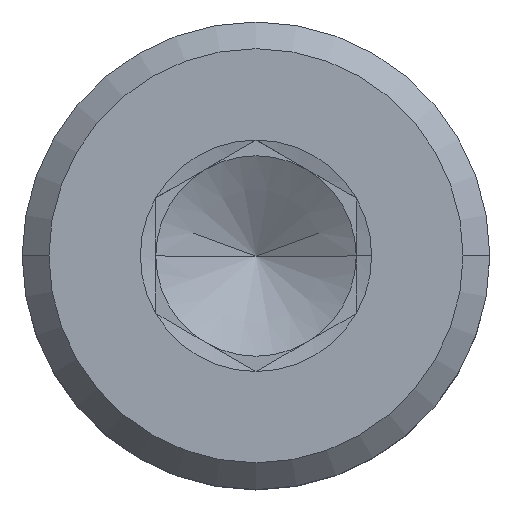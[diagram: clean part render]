
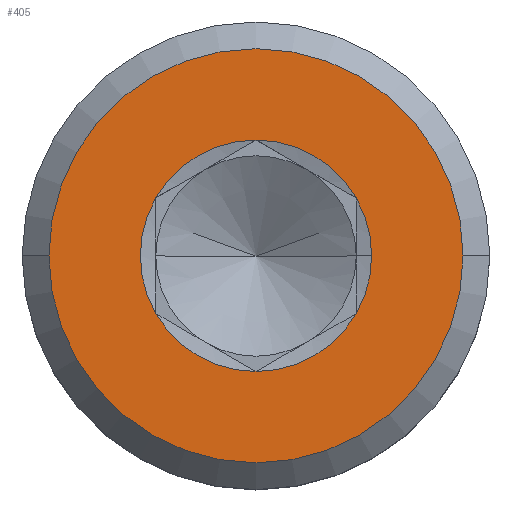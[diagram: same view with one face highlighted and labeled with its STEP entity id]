
A CAD part, top view. The second image highlights one B-rep face of the part: STEP entity #405.
In plain terms, the highlighted planar face has unit normal (0, 0, 1).
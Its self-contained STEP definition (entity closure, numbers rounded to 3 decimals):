
#12 = AXIS2_PLACEMENT_3D ( 'NONE', #147, #979, #484 ) ;
#32 = DIRECTION ( 'NONE',  ( 0., 0., 1. ) ) ;
#36 = CARTESIAN_POINT ( 'NONE',  ( 0., 0., 0. ) ) ;
#50 = CIRCLE ( 'NONE', #900, 1.732 ) ;
#54 = CARTESIAN_POINT ( 'NONE',  ( 0., 0., 0. ) ) ;
#58 = CARTESIAN_POINT ( 'NONE',  ( 0., 0., 0. ) ) ;
#64 = ORIENTED_EDGE ( 'NONE', *, *, #802, .F. ) ;
#69 = DIRECTION ( 'NONE',  ( 0., 0., 1. ) ) ;
#76 = CARTESIAN_POINT ( 'NONE',  ( 0., 0., 0. ) ) ;
#102 = CARTESIAN_POINT ( 'NONE',  ( 0., 0., 0. ) ) ;
#103 = CIRCLE ( 'NONE', #12, 1.732 ) ;
#124 = DIRECTION ( 'NONE',  ( 0., 0., 1. ) ) ;
#128 = CARTESIAN_POINT ( 'NONE',  ( -1.5, 0.866, 0. ) ) ;
#135 = DIRECTION ( 'NONE',  ( 0., 0., 1. ) ) ;
#136 = EDGE_CURVE ( 'NONE', #1003, #488, #236, .T. ) ;
#147 = CARTESIAN_POINT ( 'NONE',  ( 0., 0., 0. ) ) ;
#155 = ORIENTED_EDGE ( 'NONE', *, *, #917, .F. ) ;
#185 = VERTEX_POINT ( 'NONE', #288 ) ;
#188 = ORIENTED_EDGE ( 'NONE', *, *, #136, .T. ) ;
#189 = DIRECTION ( 'NONE',  ( 1., 0., 0. ) ) ;
#217 = DIRECTION ( 'NONE',  ( 1., 0., 0. ) ) ;
#225 = ORIENTED_EDGE ( 'NONE', *, *, #422, .T. ) ;
#231 = PLANE ( 'NONE',  #1014 ) ;
#236 = CIRCLE ( 'NONE', #1021, 3.1 ) ;
#268 = CARTESIAN_POINT ( 'NONE',  ( 1.732, 0., 0. ) ) ;
#276 = DIRECTION ( 'NONE',  ( 0., 0., 1. ) ) ;
#279 = AXIS2_PLACEMENT_3D ( 'NONE', #36, #124, #616 ) ;
#288 = CARTESIAN_POINT ( 'NONE',  ( 0., 1.732, 0. ) ) ;
#328 = CARTESIAN_POINT ( 'NONE',  ( 0., 0., 0. ) ) ;
#358 = EDGE_LOOP ( 'NONE', ( #1040, #816, #583, #977, #64, #155, #855 ) ) ;
#388 = CARTESIAN_POINT ( 'NONE',  ( -1.5, -0.866, 0. ) ) ;
#405 = ADVANCED_FACE ( 'NONE', ( #749, #533 ), #231, .F. ) ;
#407 = DIRECTION ( 'NONE',  ( 0., 0., -1. ) ) ;
#408 = CIRCLE ( 'NONE', #279, 1.732 ) ;
#422 = EDGE_CURVE ( 'NONE', #488, #1003, #1024, .T. ) ;
#443 = EDGE_CURVE ( 'NONE', #792, #508, #947, .T. ) ;
#456 = EDGE_CURVE ( 'NONE', #185, #801, #103, .T. ) ;
#463 = AXIS2_PLACEMENT_3D ( 'NONE', #54, #135, #722 ) ;
#484 = DIRECTION ( 'NONE',  ( 1., 0., 0. ) ) ;
#488 = VERTEX_POINT ( 'NONE', #561 ) ;
#494 = CARTESIAN_POINT ( 'NONE',  ( 0., 0., 0. ) ) ;
#508 = VERTEX_POINT ( 'NONE', #1076 ) ;
#533 = FACE_BOUND ( 'NONE', #358, .T. ) ;
#558 = VERTEX_POINT ( 'NONE', #268 ) ;
#561 = CARTESIAN_POINT ( 'NONE',  ( -3.1, 0., 0. ) ) ;
#581 = AXIS2_PLACEMENT_3D ( 'NONE', #76, #642, #821 ) ;
#583 = ORIENTED_EDGE ( 'NONE', *, *, #456, .F. ) ;
#589 = DIRECTION ( 'NONE',  ( 1., 0., 0. ) ) ;
#600 = DIRECTION ( 'NONE',  ( 0., 0., 1. ) ) ;
#616 = DIRECTION ( 'NONE',  ( 1., 0., 0. ) ) ;
#642 = DIRECTION ( 'NONE',  ( 0., 0., 1. ) ) ;
#654 = DIRECTION ( 'NONE',  ( -1., 0., 0. ) ) ;
#670 = CIRCLE ( 'NONE', #755, 1.732 ) ;
#722 = DIRECTION ( 'NONE',  ( 1., 0., 0. ) ) ;
#742 = EDGE_CURVE ( 'NONE', #801, #772, #50, .T. ) ;
#749 = FACE_OUTER_BOUND ( 'NONE', #1027, .T. ) ;
#755 = AXIS2_PLACEMENT_3D ( 'NONE', #779, #32, #1026 ) ;
#772 = VERTEX_POINT ( 'NONE', #388 ) ;
#779 = CARTESIAN_POINT ( 'NONE',  ( 0., 0., 0. ) ) ;
#784 = EDGE_CURVE ( 'NONE', #772, #792, #670, .T. ) ;
#792 = VERTEX_POINT ( 'NONE', #871 ) ;
#801 = VERTEX_POINT ( 'NONE', #128 ) ;
#802 = EDGE_CURVE ( 'NONE', #558, #869, #408, .T. ) ;
#805 = DIRECTION ( 'NONE',  ( 1., 0., 0. ) ) ;
#816 = ORIENTED_EDGE ( 'NONE', *, *, #742, .F. ) ;
#821 = DIRECTION ( 'NONE',  ( 1., 0., 0. ) ) ;
#840 = CIRCLE ( 'NONE', #463, 1.732 ) ;
#849 = CARTESIAN_POINT ( 'NONE',  ( 0., 0., 0. ) ) ;
#855 = ORIENTED_EDGE ( 'NONE', *, *, #443, .F. ) ;
#863 = CARTESIAN_POINT ( 'NONE',  ( 1.5, 0.866, 0. ) ) ;
#869 = VERTEX_POINT ( 'NONE', #863 ) ;
#871 = CARTESIAN_POINT ( 'NONE',  ( 0., -1.732, 0. ) ) ;
#880 = AXIS2_PLACEMENT_3D ( 'NONE', #58, #885, #217 ) ;
#885 = DIRECTION ( 'NONE',  ( 0., 0., 1. ) ) ;
#900 = AXIS2_PLACEMENT_3D ( 'NONE', #849, #600, #589 ) ;
#917 = EDGE_CURVE ( 'NONE', #508, #558, #1009, .T. ) ;
#925 = AXIS2_PLACEMENT_3D ( 'NONE', #328, #69, #805 ) ;
#947 = CIRCLE ( 'NONE', #925, 1.732 ) ;
#977 = ORIENTED_EDGE ( 'NONE', *, *, #995, .F. ) ;
#979 = DIRECTION ( 'NONE',  ( 0., 0., 1. ) ) ;
#995 = EDGE_CURVE ( 'NONE', #869, #185, #840, .T. ) ;
#1003 = VERTEX_POINT ( 'NONE', #1057 ) ;
#1009 = CIRCLE ( 'NONE', #880, 1.732 ) ;
#1014 = AXIS2_PLACEMENT_3D ( 'NONE', #494, #407, #654 ) ;
#1021 = AXIS2_PLACEMENT_3D ( 'NONE', #102, #276, #189 ) ;
#1024 = CIRCLE ( 'NONE', #581, 3.1 ) ;
#1026 = DIRECTION ( 'NONE',  ( 1., 0., 0. ) ) ;
#1027 = EDGE_LOOP ( 'NONE', ( #225, #188 ) ) ;
#1040 = ORIENTED_EDGE ( 'NONE', *, *, #784, .F. ) ;
#1057 = CARTESIAN_POINT ( 'NONE',  ( 3.1, 0., 0. ) ) ;
#1076 = CARTESIAN_POINT ( 'NONE',  ( 1.5, -0.866, 0. ) ) ;
